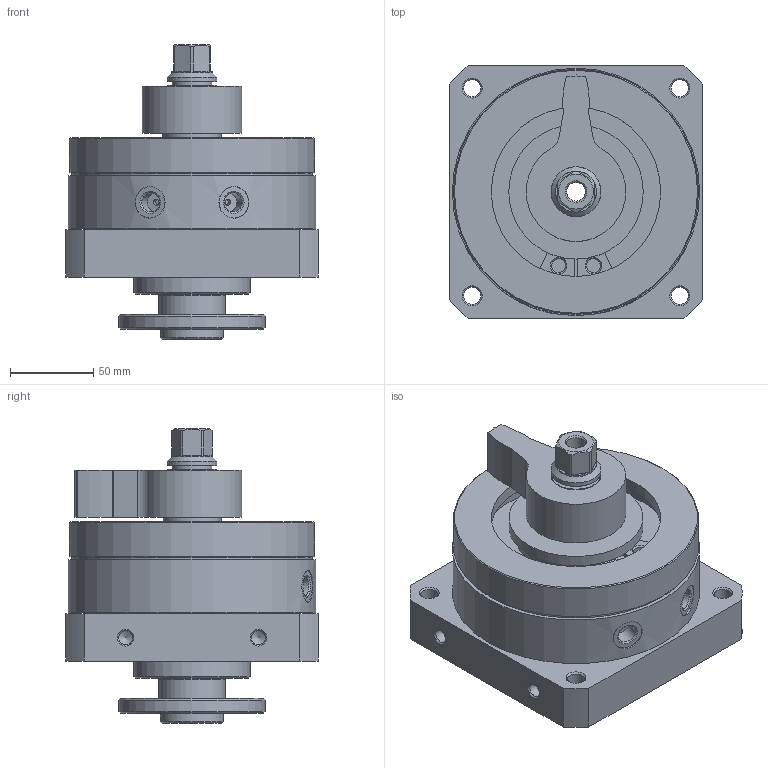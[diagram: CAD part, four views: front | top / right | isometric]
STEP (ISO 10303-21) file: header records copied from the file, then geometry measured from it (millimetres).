
FILE_DESCRIPTION(/* description */ ('STEP AP214'),/* implementation_level */ '2;1');
FILE_NAME(/* name */ '552084_DSM-63-270-FW-A-B',/* time_stamp */ '2024-08-21T18:52:38+02:00',/* author */ ('License CC BY-ND 4.0'),/* organization */ ('CADENAS'),/* preprocessor_version */ 'ST-DEVELOPER v19.3',/* originating_system */ 'PARTsolutions',/* authorisation */ ' ');
FILE_SCHEMA (('AUTOMOTIVE_DESIGN {1 0 10303 214 3 1 1}'));
Length unit declared in the file: millimetre
Products named in the file (4): 552084 DSM-63-270-FW-A-B--(0); 552084 DSM-63-270-FW-A-B_G---(B); 714510 DSM-63_NS; 552084 DSM-63-270-FW-A-B_K---(B)
Assembly tree (4 placements, depth 2):
  552084 DSM-63-270-FW-A-B--(0)
    552084 DSM-63-270-FW-A-B_G---(B)
    714510 DSM-63_NS  x2
    552084 DSM-63-270-FW-A-B_K---(B)
Bounding box: 152 x 152 x 177.4 mm (x, y, z)
Volume: 1526384.8 mm3; surface area: 214998.7 mm2
Topology: 4 solids, 4 shells, 197 faces, 446 edges, 279 vertices
Faces by surface type: cylinder 71, plane 68, cone 56, torus 2
Full cylindrical faces by diameter (mm): 3.6 x2, 6.647 x4, 8.376 x8, 10.106 x4, 11.445 x3, 12 x4, 19 x2, 24 x1, 24.6 x1, 30 x2, 30.1 x1, 35 x2, 38 x1, 40 x1, 69 x1, 70 x1, 81 x1, 88 x1, 102 x1, 116 x1, 129 x1, 144.6 x1, 147.6 x1, 149 x1
Entity records: 4737 total; most frequent: DIRECTION 853, CARTESIAN_POINT 809, ORIENTED_EDGE 594, AXIS2_PLACEMENT_3D 377, FACE_BOUND 344, EDGE_LOOP 338, EDGE_CURVE 297, VERTEX_POINT 249
